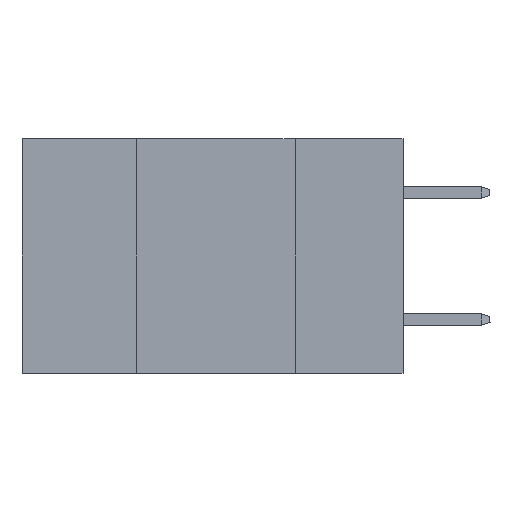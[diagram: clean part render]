
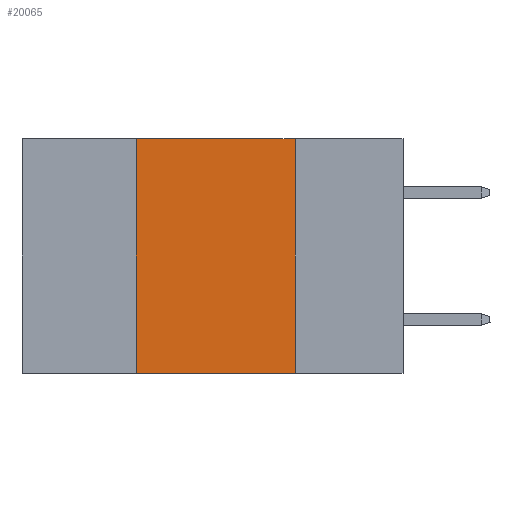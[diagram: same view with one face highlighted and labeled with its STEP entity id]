
A CAD part, left-side view. The second image highlights one B-rep face of the part: STEP entity #20065.
In plain terms, the highlighted planar face has unit normal (-1, 0, 0).
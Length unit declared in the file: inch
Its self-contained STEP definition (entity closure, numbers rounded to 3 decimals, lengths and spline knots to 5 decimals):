
#1387 = DIRECTION ( 'NONE',  ( 1., 0., 0. ) ) ;
#1436 = EDGE_LOOP ( 'NONE', ( #8629, #9796, #3267, #6133 ) ) ;
#1441 = CARTESIAN_POINT ( 'NONE',  ( 0., 0.42, -0.37 ) ) ;
#3267 = ORIENTED_EDGE ( 'NONE', *, *, #18662, .F. ) ;
#3449 = CARTESIAN_POINT ( 'NONE',  ( 0., 0.42, 0. ) ) ;
#3707 = VECTOR ( 'NONE', #12798, 39.37008 ) ;
#5047 = LINE ( 'NONE', #13999, #22317 ) ;
#6133 = ORIENTED_EDGE ( 'NONE', *, *, #16851, .T. ) ;
#8629 = ORIENTED_EDGE ( 'NONE', *, *, #21404, .F. ) ;
#8884 = AXIS2_PLACEMENT_3D ( 'NONE', #10001, #1387, #15371 ) ;
#9129 = LINE ( 'NONE', #18003, #21697 ) ;
#9656 = VERTEX_POINT ( 'NONE', #19771 ) ;
#9796 = ORIENTED_EDGE ( 'NONE', *, *, #19370, .F. ) ;
#10001 = CARTESIAN_POINT ( 'NONE',  ( 0., 0.6, 0. ) ) ;
#10340 = FACE_OUTER_BOUND ( 'NONE', #1436, .T. ) ;
#10850 = CARTESIAN_POINT ( 'NONE',  ( 0., 0.42, 0. ) ) ;
#10913 = VERTEX_POINT ( 'NONE', #1441 ) ;
#12798 = DIRECTION ( 'NONE',  ( 0., 0., 1. ) ) ;
#12896 = VECTOR ( 'NONE', #17959, 39.37008 ) ;
#13885 = DIRECTION ( 'NONE',  ( 0., 0., -1. ) ) ;
#13999 = CARTESIAN_POINT ( 'NONE',  ( 0., 0.17, 0. ) ) ;
#15371 = DIRECTION ( 'NONE',  ( 0., 0., -1. ) ) ;
#15506 = PLANE ( 'NONE',  #8884 ) ;
#16124 = LINE ( 'NONE', #10850, #3707 ) ;
#16605 = VERTEX_POINT ( 'NONE', #3449 ) ;
#16851 = EDGE_CURVE ( 'NONE', #10913, #9656, #9129, .T. ) ;
#17959 = DIRECTION ( 'NONE',  ( 0., -1., 0. ) ) ;
#18003 = CARTESIAN_POINT ( 'NONE',  ( 0., 0.6, -0.37 ) ) ;
#18662 = EDGE_CURVE ( 'NONE', #10913, #16605, #16124, .T. ) ;
#18791 = CARTESIAN_POINT ( 'NONE',  ( 0., 0.17, 0. ) ) ;
#19370 = EDGE_CURVE ( 'NONE', #16605, #22241, #20871, .T. ) ;
#19667 = CARTESIAN_POINT ( 'NONE',  ( 0., 0.6, 0. ) ) ;
#19771 = CARTESIAN_POINT ( 'NONE',  ( 0., 0.17, -0.37 ) ) ;
#20065 = ADVANCED_FACE ( 'NONE', ( #10340 ), #15506, .F. ) ;
#20871 = LINE ( 'NONE', #19667, #12896 ) ;
#21213 = DIRECTION ( 'NONE',  ( 0., -1., 0. ) ) ;
#21404 = EDGE_CURVE ( 'NONE', #22241, #9656, #5047, .T. ) ;
#21697 = VECTOR ( 'NONE', #21213, 39.37008 ) ;
#22241 = VERTEX_POINT ( 'NONE', #18791 ) ;
#22317 = VECTOR ( 'NONE', #13885, 39.37008 ) ;
